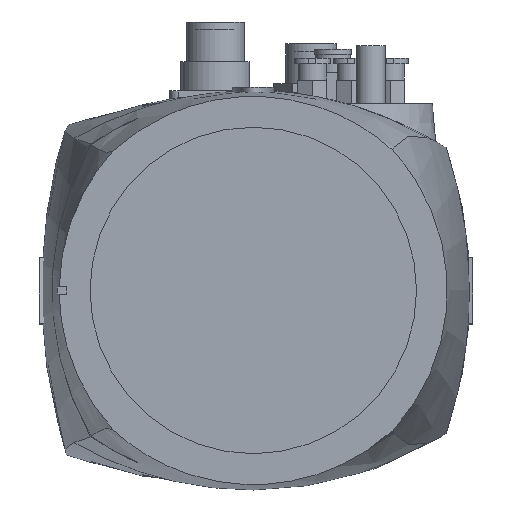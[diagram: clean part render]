
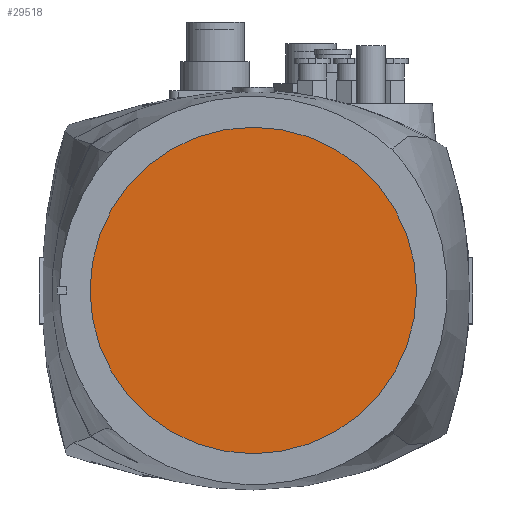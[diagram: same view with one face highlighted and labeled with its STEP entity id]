
A CAD part, left-side view. The second image highlights one B-rep face of the part: STEP entity #29518.
In plain terms, the highlighted planar face has unit normal (-1, 0, 0).
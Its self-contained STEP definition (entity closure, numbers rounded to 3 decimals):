
#29518 = ADVANCED_FACE('',(#29519),#29532,.T.);
#29519 = FACE_BOUND('',#29520,.T.);
#29520 = EDGE_LOOP('',(#29521));
#29521 = ORIENTED_EDGE('',*,*,#29522,.T.);
#29522 = EDGE_CURVE('',#29523,#29523,#29525,.T.);
#29523 = VERTEX_POINT('',#29524);
#29524 = CARTESIAN_POINT('',(142.,0.,935.));
#29525 = SURFACE_CURVE('',#29526,(#29531,#29543),.PCURVE_S1.);
#29526 = CIRCLE('',#29527,45.);
#29527 = AXIS2_PLACEMENT_3D('',#29528,#29529,#29530);
#29528 = CARTESIAN_POINT('',(142.,0.,890.));
#29529 = DIRECTION('',(-1.,0.,0.));
#29530 = DIRECTION('',(0.,0.,1.));
#29531 = PCURVE('',#29532,#29537);
#29532 = PLANE('',#29533);
#29533 = AXIS2_PLACEMENT_3D('',#29534,#29535,#29536);
#29534 = CARTESIAN_POINT('',(142.,47.5,890.));
#29535 = DIRECTION('',(-1.,0.,0.));
#29536 = DIRECTION('',(0.,0.,1.));
#29537 = DEFINITIONAL_REPRESENTATION('',(#29538),#29542);
#29538 = CIRCLE('',#29539,45.);
#29539 = AXIS2_PLACEMENT_2D('',#29540,#29541);
#29540 = CARTESIAN_POINT('',(0.,-47.5));
#29541 = DIRECTION('',(1.,0.));
#29542 = ( GEOMETRIC_REPRESENTATION_CONTEXT(2) 
PARAMETRIC_REPRESENTATION_CONTEXT() REPRESENTATION_CONTEXT('2D SPACE',''
  ) );
#29543 = PCURVE('',#29544,#29549);
#29544 = CYLINDRICAL_SURFACE('',#29545,45.);
#29545 = AXIS2_PLACEMENT_3D('',#29546,#29547,#29548);
#29546 = CARTESIAN_POINT('',(445.,0.,890.));
#29547 = DIRECTION('',(1.,0.,0.));
#29548 = DIRECTION('',(0.,0.,-1.));
#29549 = DEFINITIONAL_REPRESENTATION('',(#29550),#29554);
#29550 = LINE('',#29551,#29552);
#29551 = CARTESIAN_POINT('',(3.142,-303.));
#29552 = VECTOR('',#29553,1.);
#29553 = DIRECTION('',(-1.,0.));
#29554 = ( GEOMETRIC_REPRESENTATION_CONTEXT(2) 
PARAMETRIC_REPRESENTATION_CONTEXT() REPRESENTATION_CONTEXT('2D SPACE',''
  ) );
